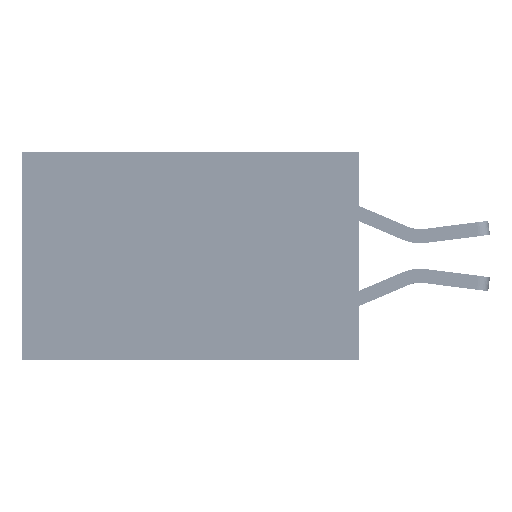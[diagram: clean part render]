
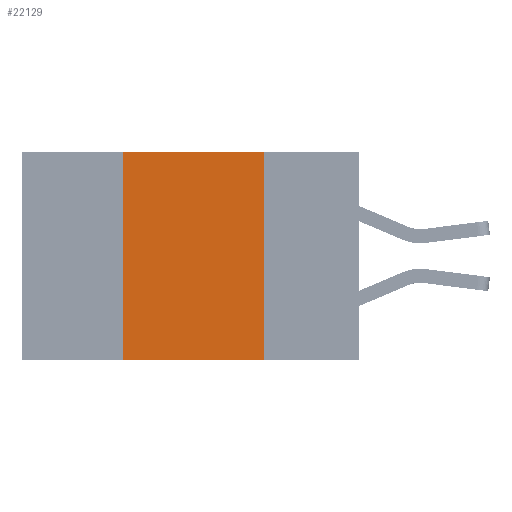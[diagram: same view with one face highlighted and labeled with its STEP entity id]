
A CAD part, left-side view. The second image highlights one B-rep face of the part: STEP entity #22129.
In plain terms, the highlighted planar face has unit normal (-1, 0, 0).
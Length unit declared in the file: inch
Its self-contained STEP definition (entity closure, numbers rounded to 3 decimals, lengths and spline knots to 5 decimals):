
#1258 = ORIENTED_EDGE ( 'NONE', *, *, #34214, .F. ) ;
#1638 = CARTESIAN_POINT ( 'NONE',  ( 0., 0.42, 0. ) ) ;
#2310 = CARTESIAN_POINT ( 'NONE',  ( 0., 0.6, 0. ) ) ;
#5463 = ORIENTED_EDGE ( 'NONE', *, *, #23685, .F. ) ;
#5647 = DIRECTION ( 'NONE',  ( 0., 0., -1. ) ) ;
#8144 = LINE ( 'NONE', #1638, #49698 ) ;
#10430 = DIRECTION ( 'NONE',  ( 0., -1., 0. ) ) ;
#13716 = LINE ( 'NONE', #50059, #33872 ) ;
#13828 = DIRECTION ( 'NONE',  ( 0., 0., 1. ) ) ;
#22129 = ADVANCED_FACE ( 'NONE', ( #23876 ), #43677, .F. ) ;
#23164 = ORIENTED_EDGE ( 'NONE', *, *, #50887, .T. ) ;
#23639 = CARTESIAN_POINT ( 'NONE',  ( 0., 0.6, 0. ) ) ;
#23685 = EDGE_CURVE ( 'NONE', #47316, #34680, #46961, .T. ) ;
#23876 = FACE_OUTER_BOUND ( 'NONE', #42597, .T. ) ;
#25571 = VECTOR ( 'NONE', #5647, 39.37008 ) ;
#27693 = DIRECTION ( 'NONE',  ( 0., 0., -1. ) ) ;
#30759 = ORIENTED_EDGE ( 'NONE', *, *, #32493, .F. ) ;
#32493 = EDGE_CURVE ( 'NONE', #49506, #47316, #36074, .T. ) ;
#33872 = VECTOR ( 'NONE', #34059, 39.37008 ) ;
#34059 = DIRECTION ( 'NONE',  ( 0., -1., 0. ) ) ;
#34214 = EDGE_CURVE ( 'NONE', #46450, #49506, #8144, .T. ) ;
#34680 = VERTEX_POINT ( 'NONE', #44762 ) ;
#36074 = LINE ( 'NONE', #2310, #46763 ) ;
#38570 = AXIS2_PLACEMENT_3D ( 'NONE', #23639, #51791, #27693 ) ;
#38716 = CARTESIAN_POINT ( 'NONE',  ( 0., 0.17, 0. ) ) ;
#42597 = EDGE_LOOP ( 'NONE', ( #5463, #30759, #1258, #23164 ) ) ;
#43677 = PLANE ( 'NONE',  #38570 ) ;
#44762 = CARTESIAN_POINT ( 'NONE',  ( 0., 0.17, -0.37 ) ) ;
#46450 = VERTEX_POINT ( 'NONE', #48741 ) ;
#46763 = VECTOR ( 'NONE', #10430, 39.37008 ) ;
#46961 = LINE ( 'NONE', #50026, #25571 ) ;
#47316 = VERTEX_POINT ( 'NONE', #38716 ) ;
#48588 = CARTESIAN_POINT ( 'NONE',  ( 0., 0.42, 0. ) ) ;
#48741 = CARTESIAN_POINT ( 'NONE',  ( 0., 0.42, -0.37 ) ) ;
#49506 = VERTEX_POINT ( 'NONE', #48588 ) ;
#49698 = VECTOR ( 'NONE', #13828, 39.37008 ) ;
#50026 = CARTESIAN_POINT ( 'NONE',  ( 0., 0.17, 0. ) ) ;
#50059 = CARTESIAN_POINT ( 'NONE',  ( 0., 0.6, -0.37 ) ) ;
#50887 = EDGE_CURVE ( 'NONE', #46450, #34680, #13716, .T. ) ;
#51791 = DIRECTION ( 'NONE',  ( 1., 0., 0. ) ) ;
